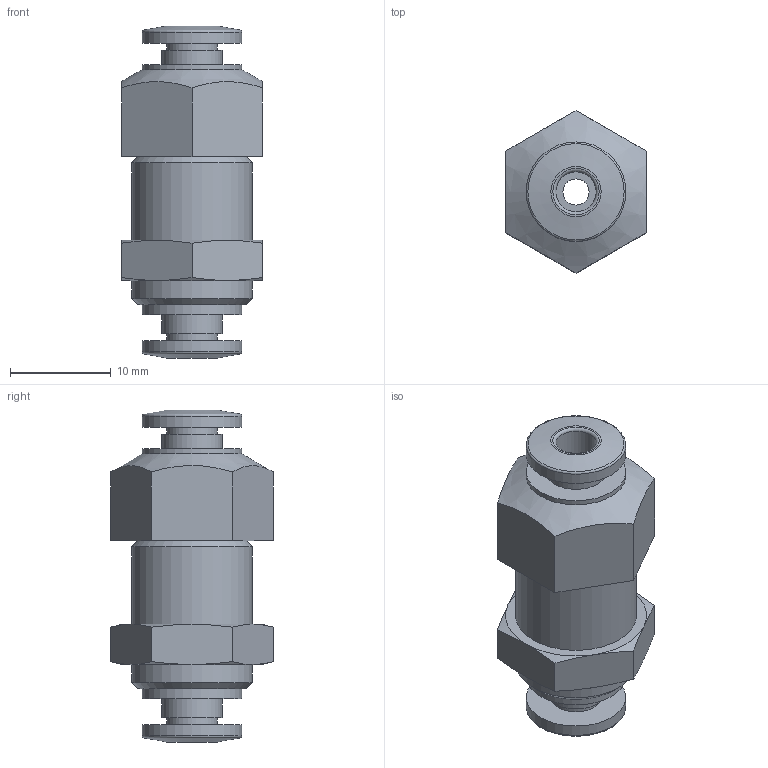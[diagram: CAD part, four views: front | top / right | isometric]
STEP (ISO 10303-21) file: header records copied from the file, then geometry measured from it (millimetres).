
FILE_DESCRIPTION(/* description */ ('STEP AP214'),/* implementation_level */ '2;1');
FILE_NAME(/* name */ '193950_QSS-4-F',/* time_stamp */ '2024-09-11T07:57:49+02:00',/* author */ ('License CC BY-ND 4.0'),/* organization */ ('CADENAS'),/* preprocessor_version */ 'ST-DEVELOPER v19.3',/* originating_system */ 'PARTsolutions',/* authorisation */ ' ');
FILE_SCHEMA (('AUTOMOTIVE_DESIGN {1 0 10303 214 3 1 1}'));
Length unit declared in the file: millimetre
Products named in the file (1): 193950 QSS-4-F
Bounding box: 14 x 16.17 x 33 mm (x, y, z)
Volume: 3356.3 mm3; surface area: 2249.9 mm2
Topology: 1 solids, 1 shells, 60 faces, 117 edges, 71 vertices
Faces by surface type: plane 26, cone 17, cylinder 13, torus 4
Full cylindrical faces by diameter (mm): 2.6 x1, 4 x2, 5 x2, 6 x2, 9.9 x4, 12 x2
Entity records: 1476 total; most frequent: CARTESIAN_POINT 327, DIRECTION 232, ORIENTED_EDGE 188, AXIS2_PLACEMENT_3D 107, EDGE_LOOP 96, FACE_BOUND 96, EDGE_CURVE 94, VERTEX_POINT 70
